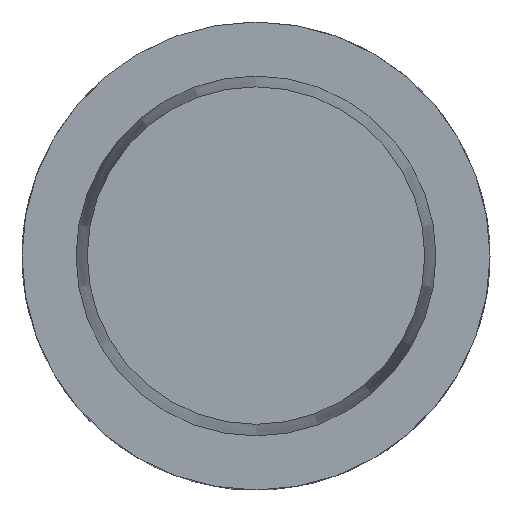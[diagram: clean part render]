
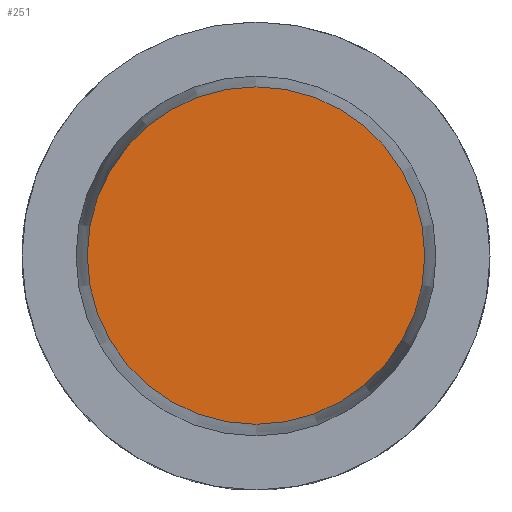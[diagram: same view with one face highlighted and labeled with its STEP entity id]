
A CAD part, top view. The second image highlights one B-rep face of the part: STEP entity #251.
In plain terms, the highlighted planar face has unit normal (0, 0, 1).
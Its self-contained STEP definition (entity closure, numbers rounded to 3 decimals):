
#251=ADVANCED_FACE('240[2]',(#692),#693,.T.);
#537=EDGE_CURVE('240[2]',#1068,#1068,#1069,.T.);
#692=FACE_OUTER_BOUND('',#1281,.T.);
#693=PLANE('',#1282);
#1068=VERTEX_POINT('',#2032);
#1069=CIRCLE('',#2033,22.715);
#1281=EDGE_LOOP('',(#2239));
#1282=AXIS2_PLACEMENT_3D('',#2240,#2241,#2242);
#2032=CARTESIAN_POINT('',(0.,22.715,32.));
#2033=AXIS2_PLACEMENT_3D('',#2716,#2717,#2718);
#2239=ORIENTED_EDGE('',*,*,#537,.T.);
#2240=CARTESIAN_POINT('',(0.,11.358,32.));
#2241=DIRECTION('',(0.,0.,1.0));
#2242=DIRECTION('',(0.,1.0,0.));
#2716=CARTESIAN_POINT('',(0.,0.,32.));
#2717=DIRECTION('',(0.,0.,1.0));
#2718=DIRECTION('',(0.,1.0,0.));
